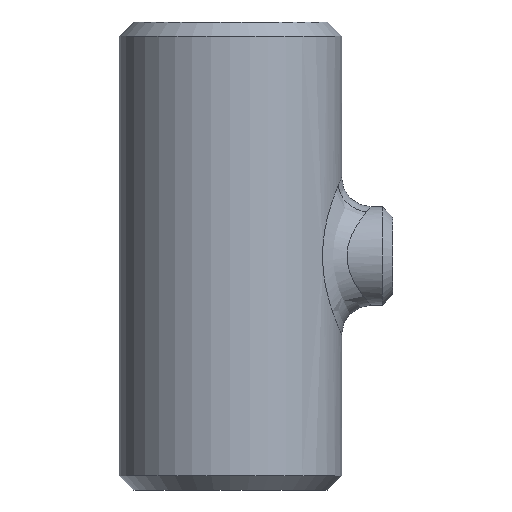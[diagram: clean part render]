
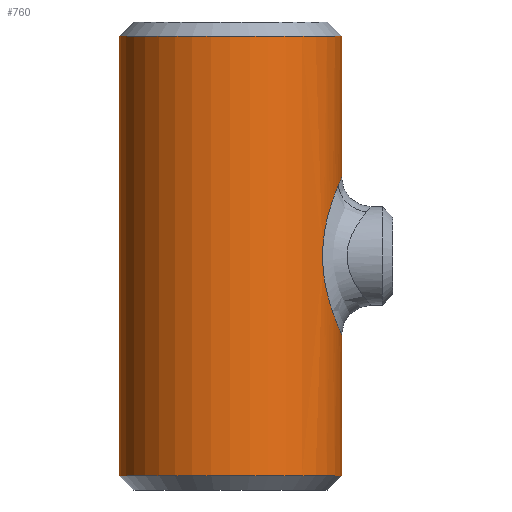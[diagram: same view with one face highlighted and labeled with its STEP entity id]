
A CAD part, front view. The second image highlights one B-rep face of the part: STEP entity #760.
In plain terms, the highlighted cylindrical face has radius 30.15 mm (diameter 60.3 mm), a partial arc.
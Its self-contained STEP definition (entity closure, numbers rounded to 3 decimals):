
#2 = VERTEX_POINT ( 'NONE', #1661 ) ;
#4 = CARTESIAN_POINT ( 'NONE',  ( 26.113, -15.073, 9.612 ) ) ;
#33 = CARTESIAN_POINT ( 'NONE',  ( 26.232, -14.865, 10.118 ) ) ;
#73 = VERTEX_POINT ( 'NONE', #1504 ) ;
#85 = CARTESIAN_POINT ( 'NONE',  ( 30.128, -1.332, 21.3 ) ) ;
#94 = CYLINDRICAL_SURFACE ( 'NONE', #530, 30.15 ) ;
#95 = CARTESIAN_POINT ( 'NONE',  ( 26.147, -15.014, -9.759 ) ) ;
#104 = CARTESIAN_POINT ( 'NONE',  ( 29.247, -7.337, -19.237 ) ) ;
#121 = DIRECTION ( 'NONE',  ( 0., 0., -1. ) ) ;
#149 = CARTESIAN_POINT ( 'NONE',  ( 27.01, -13.409, 13.011 ) ) ;
#208 = VECTOR ( 'NONE', #1573, 1000. ) ;
#230 = CARTESIAN_POINT ( 'NONE',  ( 25.714, -15.742, -7.704 ) ) ;
#243 = CARTESIAN_POINT ( 'NONE',  ( 30.073, -2.225, -21.175 ) ) ;
#251 = CARTESIAN_POINT ( 'NONE',  ( 28.197, -10.703, -16.549 ) ) ;
#259 = CARTESIAN_POINT ( 'NONE',  ( 25.582, -15.958, 7.025 ) ) ;
#268 = CARTESIAN_POINT ( 'NONE',  ( 0., 0., 63.5 ) ) ;
#277 = CARTESIAN_POINT ( 'NONE',  ( 27.87, -11.523, 15.642 ) ) ;
#292 = LINE ( 'NONE', #302, #208 ) ;
#302 = CARTESIAN_POINT ( 'NONE',  ( -30.15, 0., 63.5 ) ) ;
#378 = CARTESIAN_POINT ( 'NONE',  ( 25.112, -16.685, 3.225 ) ) ;
#386 = AXIS2_PLACEMENT_3D ( 'NONE', #460, #878, #1347 ) ;
#397 = CARTESIAN_POINT ( 'NONE',  ( 25.815, -15.578, -8.223 ) ) ;
#406 = CARTESIAN_POINT ( 'NONE',  ( 26.778, -13.868, -12.215 ) ) ;
#422 = EDGE_CURVE ( 'NONE', #73, #870, #1229, .T. ) ;
#423 = VERTEX_POINT ( 'NONE', #1098 ) ;
#431 = ORIENTED_EDGE ( 'NONE', *, *, #1457, .T. ) ;
#460 = CARTESIAN_POINT ( 'NONE',  ( 0., 0., -59.61 ) ) ;
#479 = ORIENTED_EDGE ( 'NONE', *, *, #1222, .T. ) ;
#519 = CARTESIAN_POINT ( 'NONE',  ( 27.331, -12.744, -14.04 ) ) ;
#530 = AXIS2_PLACEMENT_3D ( 'NONE', #268, #646, #1516 ) ;
#536 = CARTESIAN_POINT ( 'NONE',  ( 24.974, -16.892, 0.463 ) ) ;
#538 = CARTESIAN_POINT ( 'NONE',  ( 0., 0., 59.61 ) ) ;
#555 = CARTESIAN_POINT ( 'NONE',  ( 30.135, -1.111, -21.315 ) ) ;
#563 = CARTESIAN_POINT ( 'NONE',  ( 28.158, -10.809, 16.44 ) ) ;
#570 = VERTEX_POINT ( 'NONE', #1617 ) ;
#589 = ORIENTED_EDGE ( 'NONE', *, *, #1738, .T. ) ;
#646 = DIRECTION ( 'NONE',  ( 0., 0., -1. ) ) ;
#655 = LINE ( 'NONE', #1625, #1238 ) ;
#658 = CARTESIAN_POINT ( 'NONE',  ( 25.085, -16.726, -2.866 ) ) ;
#666 = CARTESIAN_POINT ( 'NONE',  ( 25.021, -16.822, -1.755 ) ) ;
#675 = CARTESIAN_POINT ( 'NONE',  ( 25.29, -16.416, -5.061 ) ) ;
#683 = CARTESIAN_POINT ( 'NONE',  ( 29.934, -3.614, 20.859 ) ) ;
#691 = ORIENTED_EDGE ( 'NONE', *, *, #871, .F. ) ;
#708 = CARTESIAN_POINT ( 'NONE',  ( -30.15, 0., -59.61 ) ) ;
#709 = CARTESIAN_POINT ( 'NONE',  ( 29.21, -7.469, 19.144 ) ) ;
#727 = CARTESIAN_POINT ( 'NONE',  ( 27.293, -12.83, 13.917 ) ) ;
#760 = ADVANCED_FACE ( 'NONE', ( #1654 ), #94, .T. ) ;
#817 = CARTESIAN_POINT ( 'NONE',  ( 29.727, -5.189, 20.381 ) ) ;
#849 = VECTOR ( 'NONE', #121, 1000. ) ;
#870 = VERTEX_POINT ( 'NONE', #1068 ) ;
#871 = EDGE_CURVE ( 'NONE', #2, #570, #1634, .T. ) ;
#878 = DIRECTION ( 'NONE',  ( 0., 0., 1. ) ) ;
#888 = VERTEX_POINT ( 'NONE', #708 ) ;
#905 = ORIENTED_EDGE ( 'NONE', *, *, #1468, .T. ) ;
#935 = CARTESIAN_POINT ( 'NONE',  ( 30.062, -2.32, 21.151 ) ) ;
#952 = B_SPLINE_CURVE_WITH_KNOTS ( 'NONE', 3,
 ( #1225, #1815, #817, #683, #1825, #1508, #935, #85, #1233, #1489 ),
 .UNSPECIFIED., .F., .F.,
 ( 4, 2, 2, 2, 4 ),
 ( 0.115, 0.119, 0.12, 0.121, 0.123 ),
 .UNSPECIFIED. ) ;
#956 = CARTESIAN_POINT ( 'NONE',  ( 30.15, 0., -21.35 ) ) ;
#965 = CARTESIAN_POINT ( 'NONE',  ( 26.513, -14.364, -11.259 ) ) ;
#1068 = CARTESIAN_POINT ( 'NONE',  ( -30.15, 0., 59.61 ) ) ;
#1078 = CARTESIAN_POINT ( 'NONE',  ( 28.876, -8.683, -18.317 ) ) ;
#1098 = CARTESIAN_POINT ( 'NONE',  ( 30.15, 0., 21.35 ) ) ;
#1104 = CARTESIAN_POINT ( 'NONE',  ( 29.678, -5.407, -20.267 ) ) ;
#1114 = CARTESIAN_POINT ( 'NONE',  ( 29.848, -4.39, -20.661 ) ) ;
#1141 = CARTESIAN_POINT ( 'NONE',  ( 26.61, -14.177, 11.59 ) ) ;
#1152 = CARTESIAN_POINT ( 'NONE',  ( 25.777, -15.646, 8.074 ) ) ;
#1162 = CARTESIAN_POINT ( 'NONE',  ( 28.972, -8.4, 18.563 ) ) ;
#1213 = DIRECTION ( 'NONE',  ( 0., 0., -1. ) ) ;
#1215 = CARTESIAN_POINT ( 'NONE',  ( 25.161, -16.613, 3.778 ) ) ;
#1222 = EDGE_CURVE ( 'NONE', #888, #570, #1242, .T. ) ;
#1225 = CARTESIAN_POINT ( 'NONE',  ( 29.21, -7.469, 19.144 ) ) ;
#1229 = CIRCLE ( 'NONE', #1742, 30.15 ) ;
#1233 = CARTESIAN_POINT ( 'NONE',  ( 30.15, -0.668, 21.35 ) ) ;
#1238 = VECTOR ( 'NONE', #1213, 1000. ) ;
#1242 = CIRCLE ( 'NONE', #386, 30.15 ) ;
#1243 = CARTESIAN_POINT ( 'NONE',  ( 26.031, -15.214, -9.25 ) ) ;
#1265 = CARTESIAN_POINT ( 'NONE',  ( 29.21, -7.469, 19.144 ) ) ;
#1300 = CARTESIAN_POINT ( 'NONE',  ( 28.709, -9.248, 17.9 ) ) ;
#1347 = DIRECTION ( 'NONE',  ( 1., 0., 0. ) ) ;
#1353 = CARTESIAN_POINT ( 'NONE',  ( 29.363, -6.862, -19.516 ) ) ;
#1363 = CARTESIAN_POINT ( 'NONE',  ( 30.027, -2.779, -21.07 ) ) ;
#1371 = CARTESIAN_POINT ( 'NONE',  ( 25.129, -16.661, -3.42 ) ) ;
#1380 = CARTESIAN_POINT ( 'NONE',  ( 30.15, -0.555, -21.35 ) ) ;
#1437 = CARTESIAN_POINT ( 'NONE',  ( 26.481, -14.417, 11.106 ) ) ;
#1457 = EDGE_CURVE ( 'NONE', #1699, #423, #952, .T. ) ;
#1468 = EDGE_CURVE ( 'NONE', #2, #1699, #1800, .T. ) ;
#1489 = CARTESIAN_POINT ( 'NONE',  ( 30.15, 0., 21.35 ) ) ;
#1504 = CARTESIAN_POINT ( 'NONE',  ( 30.15, 0., 59.61 ) ) ;
#1508 = CARTESIAN_POINT ( 'NONE',  ( 30.035, -2.646, 21.09 ) ) ;
#1509 = DIRECTION ( 'NONE',  ( 0., 0., -1. ) ) ;
#1516 = DIRECTION ( 'NONE',  ( -1., 0., 0. ) ) ;
#1517 = CARTESIAN_POINT ( 'NONE',  ( 25.278, -16.433, 4.874 ) ) ;
#1573 = DIRECTION ( 'NONE',  ( 0., 0., -1. ) ) ;
#1617 = CARTESIAN_POINT ( 'NONE',  ( 30.15, 0., -59.61 ) ) ;
#1625 = CARTESIAN_POINT ( 'NONE',  ( 30.15, 0., 63.5 ) ) ;
#1634 = LINE ( 'NONE', #1673, #849 ) ;
#1645 = CARTESIAN_POINT ( 'NONE',  ( 25.001, -16.852, -1.2 ) ) ;
#1654 = FACE_OUTER_BOUND ( 'NONE', #1766, .T. ) ;
#1655 = CARTESIAN_POINT ( 'NONE',  ( 25.439, -16.186, -6.131 ) ) ;
#1657 = DIRECTION ( 'NONE',  ( 1., 0., 0. ) ) ;
#1661 = CARTESIAN_POINT ( 'NONE',  ( 30.15, 0., -21.35 ) ) ;
#1665 = CARTESIAN_POINT ( 'NONE',  ( 25.002, -16.85, 1.569 ) ) ;
#1673 = CARTESIAN_POINT ( 'NONE',  ( 30.15, 0., 63.5 ) ) ;
#1680 = ORIENTED_EDGE ( 'NONE', *, *, #422, .T. ) ;
#1683 = CARTESIAN_POINT ( 'NONE',  ( 28.479, -9.937, -17.301 ) ) ;
#1699 = VERTEX_POINT ( 'NONE', #1265 ) ;
#1710 = ORIENTED_EDGE ( 'NONE', *, *, #1795, .F. ) ;
#1738 = EDGE_CURVE ( 'NONE', #870, #888, #292, .T. ) ;
#1742 = AXIS2_PLACEMENT_3D ( 'NONE', #538, #1509, #1657 ) ;
#1766 = EDGE_LOOP ( 'NONE', ( #1710, #1680, #589, #479, #691, #905, #431 ) ) ;
#1789 = CARTESIAN_POINT ( 'NONE',  ( 25.347, -16.327, 5.417 ) ) ;
#1795 = EDGE_CURVE ( 'NONE', #73, #423, #655, .T. ) ;
#1797 = CARTESIAN_POINT ( 'NONE',  ( 27.62, -12.114, -14.91 ) ) ;
#1800 = B_SPLINE_CURVE_WITH_KNOTS ( 'NONE', 3,
 ( #956, #1380, #555, #243, #1363, #1114, #1104, #1353, #104, #1806, #1078, #1683, #251, #1797, #519, #406, #965, #95, #1243, #397, #230, #1655, #675, #1371, #658, #666, #1645, #536, #1665, #378, #1215, #1517, #1789, #259, #1152, #4, #33, #1437, #1141, #149, #727, #277, #563, #1300, #1162, #709 ),
 .UNSPECIFIED., .F., .F.,
 ( 4, 2, 2, 2, 2, 2, 2, 2, 2, 2, 2, 2, 2, 2, 2, 2, 2, 2, 2, 2, 2, 2, 4 ),
 ( 0.061, 0.063, 0.065, 0.068, 0.07, 0.071, 0.075, 0.078, 0.081, 0.083, 0.085, 0.088, 0.09, 0.092, 0.095, 0.097, 0.098, 0.102, 0.103, 0.105, 0.108, 0.112, 0.115 ),
 .UNSPECIFIED. ) ;
#1806 = CARTESIAN_POINT ( 'NONE',  ( 29.004, -8.247, -18.637 ) ) ;
#1815 = CARTESIAN_POINT ( 'NONE',  ( 29.493, -6.364, 19.834 ) ) ;
#1825 = CARTESIAN_POINT ( 'NONE',  ( 29.971, -3.293, 20.944 ) ) ;
